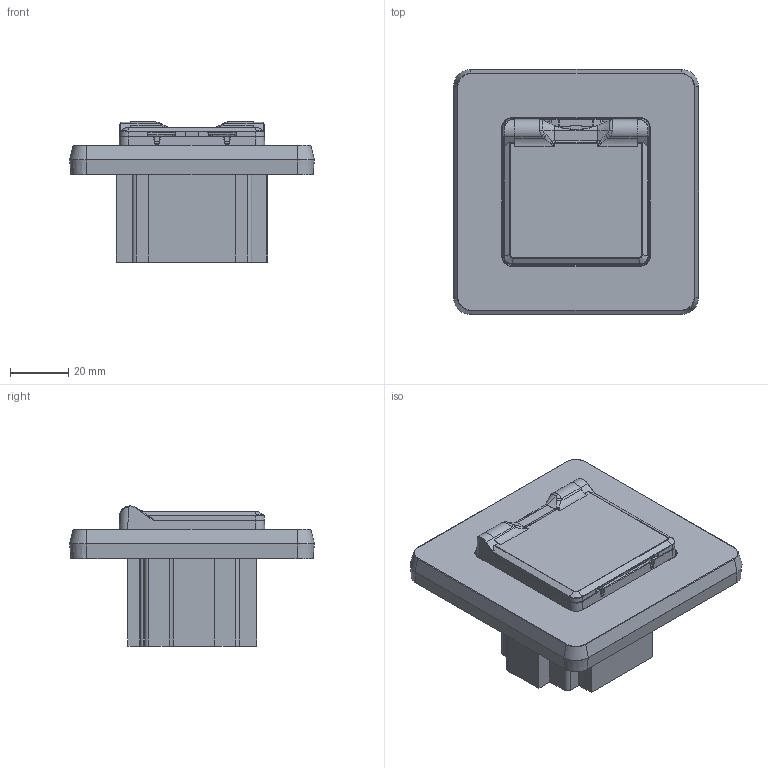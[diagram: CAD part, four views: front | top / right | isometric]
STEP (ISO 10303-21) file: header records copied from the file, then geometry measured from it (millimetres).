
FILE_DESCRIPTION (( 'STEP AP203' ), '1' );
FILE_NAME ('ðîçåòêà1-ìåñòíàÿ ñ çêø ñ êð IP44.STEP', '2025-05-27T12:04:13', ( '' ), ( '' ), 'SwSTEP 2.0', 'SolidWorks 2022', '' );
FILE_SCHEMA (( 'CONFIG_CONTROL_DESIGN' ));
Length unit declared in the file: millimetre
Products named in the file (1): розетка1-местная с зкш с кр IP44
Bounding box: 84 x 84 x 48.01 mm (x, y, z)
Volume: 138402.1 mm3; surface area: 26225.4 mm2
Topology: 5 solids, 5 shells, 463 faces, 1196 edges, 743 vertices
Faces by surface type: plane 184, cylinder 118, bspline 104, cone 26, torus 21, sphere 10
Entity records: 24277 total; most frequent: CARTESIAN_POINT 15813, ORIENTED_EDGE 2386, EDGE_CURVE 1193, B_SPLINE_CURVE_WITH_KNOTS 1155, VERTEX_POINT 743, DIRECTION 727, EDGE_LOOP 466, ADVANCED_FACE 463
